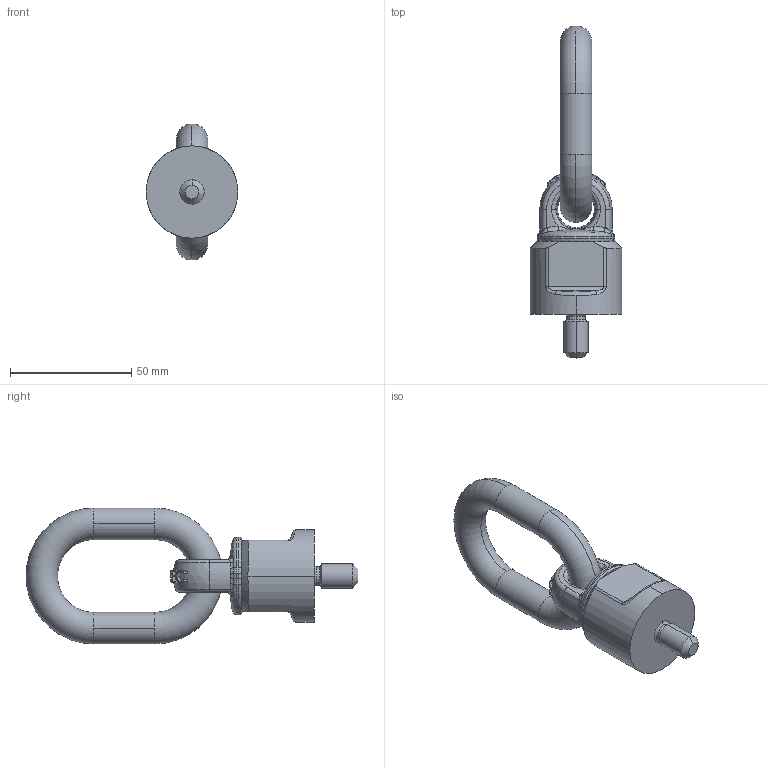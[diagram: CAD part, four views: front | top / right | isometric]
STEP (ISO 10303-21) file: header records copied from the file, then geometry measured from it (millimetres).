
FILE_DESCRIPTION(('STEP AP214'),'1');
FILE_NAME('c8000031018.stp','2018-01-22T13:23:06',('TraceParts'),('TraceParts S.A.'),'Spatial InterOp 3D',' ',' ');
FILE_SCHEMA(('automotive_design'));
Length unit declared in the file: millimetre
Products named in the file (3): c8000031018_1; c8000031018_2; c8000031018_3
Bounding box: 37.84 x 136.79 x 56 mm (x, y, z)
Volume: 65153.5 mm3; surface area: 17362.3 mm2
Topology: 3 solids, 3 shells, 224 faces, 591 edges, 378 vertices
Faces by surface type: bspline 71, plane 68, cylinder 34, torus 30, sphere 11, cone 10
Entity records: 11732 total; most frequent: CARTESIAN_POINT 4666, ORIENTED_EDGE 1182, DIRECTION 1003, EDGE_CURVE 591, AXIS2_PLACEMENT_3D 426, VERTEX_POINT 378, CIRCLE 254, EDGE_LOOP 233
